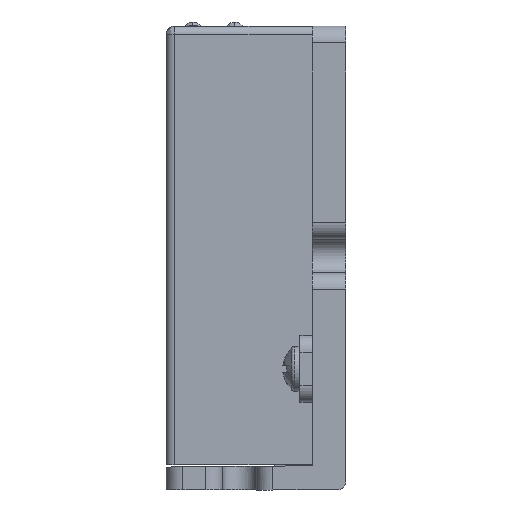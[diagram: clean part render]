
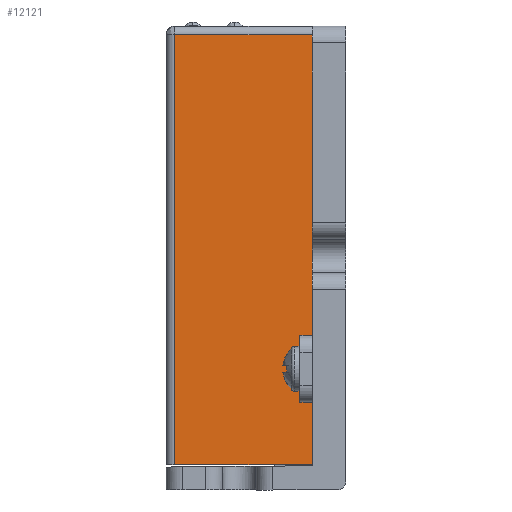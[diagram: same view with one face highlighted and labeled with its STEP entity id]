
A CAD part, left-side view. The second image highlights one B-rep face of the part: STEP entity #12121.
In plain terms, the highlighted planar face has unit normal (-1, 0, 0).
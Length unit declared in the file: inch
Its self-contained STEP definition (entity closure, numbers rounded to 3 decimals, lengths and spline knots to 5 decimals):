
#414 = DIRECTION ( 'NONE',  ( 0., 0., 1. ) ) ;
#630 = DIRECTION ( 'NONE',  ( 0., -1., 0. ) ) ;
#1153 = CARTESIAN_POINT ( 'NONE',  ( -1.44685, -0.12598, -1.06417 ) ) ;
#1191 = VERTEX_POINT ( 'NONE', #31920 ) ;
#4304 = EDGE_CURVE ( 'NONE', #37957, #25615, #7967, .T. ) ;
#4447 = DIRECTION ( 'NONE',  ( 0., 1., 0. ) ) ;
#4842 = VERTEX_POINT ( 'NONE', #17421 ) ;
#5792 = ORIENTED_EDGE ( 'NONE', *, *, #4304, .T. ) ;
#7967 = LINE ( 'NONE', #34146, #29134 ) ;
#8935 = ORIENTED_EDGE ( 'NONE', *, *, #35809, .T. ) ;
#9505 = VECTOR ( 'NONE', #11401, 39.37008 ) ;
#9781 = LINE ( 'NONE', #23719, #24599 ) ;
#9814 = FACE_OUTER_BOUND ( 'NONE', #18526, .T. ) ;
#10634 = CARTESIAN_POINT ( 'NONE',  ( -1.44685, -0.18504, 1.00394 ) ) ;
#10975 = AXIS2_PLACEMENT_3D ( 'NONE', #22299, #12924, #414 ) ;
#11045 = VECTOR ( 'NONE', #20145, 39.37008 ) ;
#11401 = DIRECTION ( 'NONE',  ( 0., 0., 1. ) ) ;
#11940 = VERTEX_POINT ( 'NONE', #27413 ) ;
#12121 = ADVANCED_FACE ( 'NONE', ( #9814 ), #28372, .T. ) ;
#12924 = DIRECTION ( 'NONE',  ( -1., 0., 0. ) ) ;
#12967 = LINE ( 'NONE', #22505, #25797 ) ;
#14379 = ORIENTED_EDGE ( 'NONE', *, *, #22859, .F. ) ;
#14447 = VECTOR ( 'NONE', #34346, 39.37008 ) ;
#14771 = EDGE_CURVE ( 'NONE', #40024, #1191, #39566, .T. ) ;
#15237 = CARTESIAN_POINT ( 'NONE',  ( -1.44685, -0.18504, -1.06417 ) ) ;
#15617 = VECTOR ( 'NONE', #40021, 39.37008 ) ;
#15736 = ORIENTED_EDGE ( 'NONE', *, *, #39207, .F. ) ;
#15977 = ORIENTED_EDGE ( 'NONE', *, *, #21064, .T. ) ;
#16335 = CARTESIAN_POINT ( 'NONE',  ( -1.44685, 0.46457, -1.02362 ) ) ;
#17421 = CARTESIAN_POINT ( 'NONE',  ( -1.44685, -0.18504, -0.72835 ) ) ;
#18526 = EDGE_LOOP ( 'NONE', ( #31016, #5792, #40734, #8935, #15977, #14379, #33905, #15736 ) ) ;
#20145 = DIRECTION ( 'NONE',  ( 0., 0., 1. ) ) ;
#21064 = EDGE_CURVE ( 'NONE', #33685, #4842, #34624, .T. ) ;
#22299 = CARTESIAN_POINT ( 'NONE',  ( -1.44685, 0.47756, -1.06417 ) ) ;
#22505 = CARTESIAN_POINT ( 'NONE',  ( -1.44685, -0.19882, -1.02362 ) ) ;
#22682 = CARTESIAN_POINT ( 'NONE',  ( -1.44685, 0.46457, 1.00394 ) ) ;
#22859 = EDGE_CURVE ( 'NONE', #40024, #4842, #40140, .T. ) ;
#23719 = CARTESIAN_POINT ( 'NONE',  ( -1.44685, -0.18994, -0.41339 ) ) ;
#24537 = DIRECTION ( 'NONE',  ( 0., 1., 0. ) ) ;
#24599 = VECTOR ( 'NONE', #4447, 39.37008 ) ;
#25585 = EDGE_CURVE ( 'NONE', #11940, #37957, #33161, .T. ) ;
#25590 = CARTESIAN_POINT ( 'NONE',  ( -1.44685, -0.18504, -1.02362 ) ) ;
#25615 = VERTEX_POINT ( 'NONE', #37361 ) ;
#25797 = VECTOR ( 'NONE', #630, 39.37008 ) ;
#27123 = CARTESIAN_POINT ( 'NONE',  ( -1.44685, -0.18504, -1.06417 ) ) ;
#27413 = CARTESIAN_POINT ( 'NONE',  ( -1.44685, -0.18504, -0.41339 ) ) ;
#28372 = PLANE ( 'NONE',  #10975 ) ;
#29020 = DIRECTION ( 'NONE',  ( 0., 0., 1. ) ) ;
#29134 = VECTOR ( 'NONE', #24537, 39.37008 ) ;
#30618 = CARTESIAN_POINT ( 'NONE',  ( -1.44685, -0.18994, -0.72835 ) ) ;
#30655 = VECTOR ( 'NONE', #29020, 39.37008 ) ;
#31016 = ORIENTED_EDGE ( 'NONE', *, *, #25585, .T. ) ;
#31639 = LINE ( 'NONE', #22682, #30655 ) ;
#31920 = CARTESIAN_POINT ( 'NONE',  ( -1.44685, -0.12598, -0.41339 ) ) ;
#33161 = LINE ( 'NONE', #15237, #14447 ) ;
#33664 = EDGE_CURVE ( 'NONE', #40175, #25615, #31639, .T. ) ;
#33685 = VERTEX_POINT ( 'NONE', #25590 ) ;
#33905 = ORIENTED_EDGE ( 'NONE', *, *, #14771, .T. ) ;
#34146 = CARTESIAN_POINT ( 'NONE',  ( -1.44685, 0.47756, 1.00394 ) ) ;
#34346 = DIRECTION ( 'NONE',  ( 0., 0., 1. ) ) ;
#34624 = LINE ( 'NONE', #27123, #9505 ) ;
#35809 = EDGE_CURVE ( 'NONE', #40175, #33685, #12967, .T. ) ;
#37361 = CARTESIAN_POINT ( 'NONE',  ( -1.44685, 0.46457, 1.00394 ) ) ;
#37510 = CARTESIAN_POINT ( 'NONE',  ( -1.44685, -0.12598, -0.72835 ) ) ;
#37957 = VERTEX_POINT ( 'NONE', #10634 ) ;
#39207 = EDGE_CURVE ( 'NONE', #11940, #1191, #9781, .T. ) ;
#39566 = LINE ( 'NONE', #1153, #11045 ) ;
#40021 = DIRECTION ( 'NONE',  ( 0., -1., 0. ) ) ;
#40024 = VERTEX_POINT ( 'NONE', #37510 ) ;
#40140 = LINE ( 'NONE', #30618, #15617 ) ;
#40175 = VERTEX_POINT ( 'NONE', #16335 ) ;
#40734 = ORIENTED_EDGE ( 'NONE', *, *, #33664, .F. ) ;
